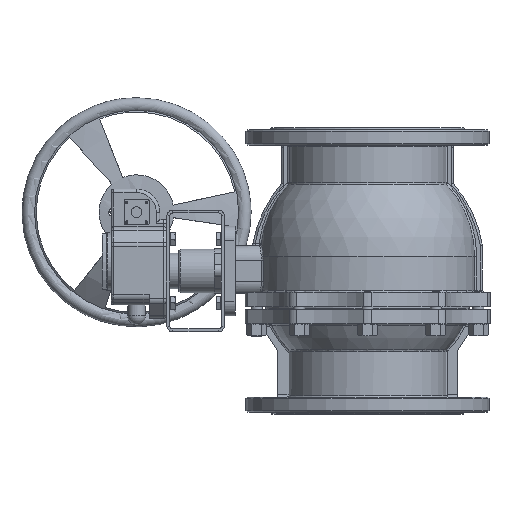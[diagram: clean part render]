
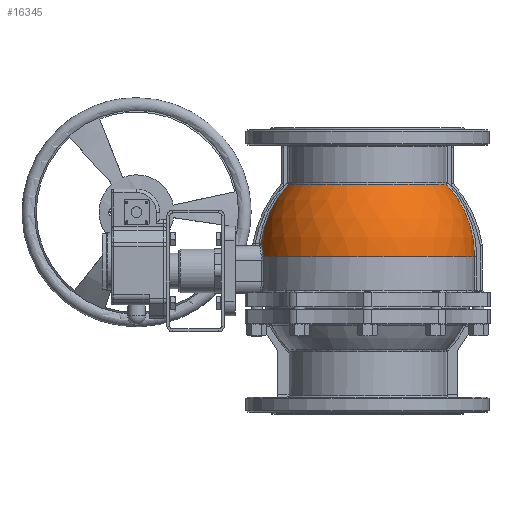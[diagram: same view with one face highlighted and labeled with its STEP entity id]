
A CAD part, left-side view. The second image highlights one B-rep face of the part: STEP entity #16345.
In plain terms, the highlighted spherical face has radius 150 mm.
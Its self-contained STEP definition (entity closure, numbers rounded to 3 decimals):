
#654=B_SPLINE_CURVE_WITH_KNOTS('',3,(#23726,#23727,#23728,#23729,#23730,
#23731),.UNSPECIFIED.,.F.,.F.,(4,1,1,4),(-3.149,-2.249,
-1.35,0.),.UNSPECIFIED.);
#1235=SPHERICAL_SURFACE('',#17711,150.);
#2580=FACE_OUTER_BOUND('',#3529,.T.);
#3529=EDGE_LOOP('',(#11352,#11353,#11354,#11355,#11356,#11357));
#6512=CIRCLE('',#17665,149.458);
#6550=CIRCLE('',#17710,150.);
#6551=CIRCLE('',#17712,110.784);
#6552=CIRCLE('',#17713,149.458);
#6553=CIRCLE('',#17714,148.927);
#7351=VERTEX_POINT('',#23572);
#7354=VERTEX_POINT('',#23577);
#7399=VERTEX_POINT('',#23705);
#7402=VERTEX_POINT('',#23720);
#7403=VERTEX_POINT('',#23722);
#7404=VERTEX_POINT('',#23724);
#8888=EDGE_CURVE('',#7354,#7351,#6512,.T.);
#8940=EDGE_CURVE('',#7351,#7399,#6550,.T.);
#8944=EDGE_CURVE('',#7402,#7354,#6551,.T.);
#8945=EDGE_CURVE('',#7403,#7402,#6552,.T.);
#8946=EDGE_CURVE('',#7404,#7403,#6553,.T.);
#8947=EDGE_CURVE('',#7399,#7404,#654,.T.);
#11352=ORIENTED_EDGE('',*,*,#8888,.F.);
#11353=ORIENTED_EDGE('',*,*,#8944,.F.);
#11354=ORIENTED_EDGE('',*,*,#8945,.F.);
#11355=ORIENTED_EDGE('',*,*,#8946,.F.);
#11356=ORIENTED_EDGE('',*,*,#8947,.F.);
#11357=ORIENTED_EDGE('',*,*,#8940,.F.);
#16345=ADVANCED_FACE('',(#2580),#1235,.T.);
#17665=AXIS2_PLACEMENT_3D('',#23579,#19347,#19348);
#17710=AXIS2_PLACEMENT_3D('',#23706,#19448,#19449);
#17711=AXIS2_PLACEMENT_3D('',#23719,#19451,#19452);
#17712=AXIS2_PLACEMENT_3D('',#23721,#19453,#19454);
#17713=AXIS2_PLACEMENT_3D('',#23723,#19455,#19456);
#17714=AXIS2_PLACEMENT_3D('',#23725,#19457,#19458);
#19347=DIRECTION('center_axis',(1.,0.,0.));
#19348=DIRECTION('ref_axis',(0.,-0.932,0.363));
#19448=DIRECTION('center_axis',(0.,0.,-1.));
#19449=DIRECTION('ref_axis',(1.,0.,0.));
#19451=DIRECTION('center_axis',(0.,0.,
1.));
#19452=DIRECTION('ref_axis',(-1.,0.,0.));
#19453=DIRECTION('center_axis',(0.,0.,1.));
#19454=DIRECTION('ref_axis',(-1.,0.,0.));
#19455=DIRECTION('center_axis',(1.,0.,0.));
#19456=DIRECTION('ref_axis',(0.,0.909,0.418));
#19457=DIRECTION('center_axis',(0.,0.,-1.));
#19458=DIRECTION('ref_axis',(0.,1.,0.));
#23572=CARTESIAN_POINT('',(-12.745,-149.458,-147.));
#23577=CARTESIAN_POINT('',(-12.745,-110.049,-45.872));
#23579=CARTESIAN_POINT('Origin',(-12.745,0.,-147.));
#23705=CARTESIAN_POINT('',(-36.772,145.423,-147.));
#23706=CARTESIAN_POINT('Origin',(0.,0.,-147.));
#23719=CARTESIAN_POINT('Origin',(0.,0.,-147.));
#23720=CARTESIAN_POINT('',(-12.745,110.049,-45.872));
#23721=CARTESIAN_POINT('Origin',(0.,0.,-45.872));
#23722=CARTESIAN_POINT('',(-12.745,148.381,-129.091));
#23723=CARTESIAN_POINT('Origin',(-12.745,0.,-147.));
#23724=CARTESIAN_POINT('',(-14.706,148.199,-129.091));
#23725=CARTESIAN_POINT('Origin',(0.,0.,-129.091));
#23726=CARTESIAN_POINT('Ctrl Pts',(-36.772,145.423,-147.));
#23727=CARTESIAN_POINT('Ctrl Pts',(-36.168,145.576,-144.126));
#23728=CARTESIAN_POINT('Ctrl Pts',(-33.822,145.988,-138.631));
#23729=CARTESIAN_POINT('Ctrl Pts',(-26.389,146.967,-131.291));
#23730=CARTESIAN_POINT('Ctrl Pts',(-19.095,147.764,-129.091));
#23731=CARTESIAN_POINT('Ctrl Pts',(-14.706,148.199,-129.091));
